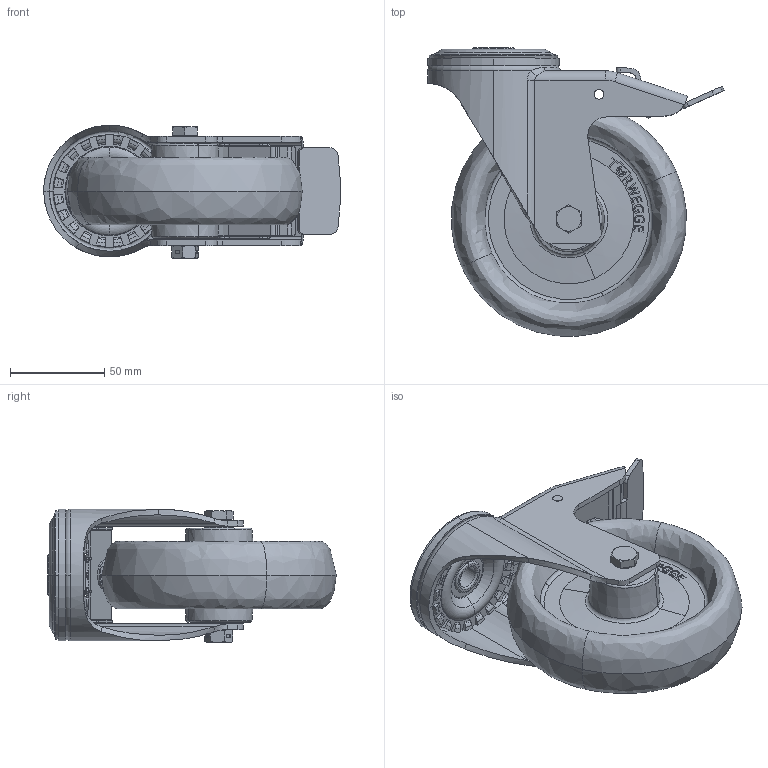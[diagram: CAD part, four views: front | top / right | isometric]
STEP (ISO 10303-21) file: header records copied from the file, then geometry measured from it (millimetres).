
FILE_DESCRIPTION (( 'STEP AP214' ), '1' );
FILE_NAME ('0056045.step', '2023-07-28T12:52:00', ( '' ), ( '' ), 'SwSTEP 2.0', 'SolidWorks 2020', '' );
FILE_SCHEMA (( 'AUTOMOTIVE_DESIGN' ));
Length unit declared in the file: millimetre
Products named in the file (1): 0056045
Bounding box: 157.58 x 153.35 x 71 mm (x, y, z)
Surface area: 111262.6 mm2 (no closed solid volume)
Topology: 0 solids, 21 shells, 682 faces, 1944 edges, 1282 vertices
Faces by surface type: plane 270, cylinder 141, cone 100, torus 98, bspline 59, sphere 14
Entity records: 34015 total; most frequent: CARTESIAN_POINT 9428, ORIENTED_EDGE 3449, DIRECTION 3359, EDGE_CURVE 1944, VERTEX_POINT 1282, AXIS2_PLACEMENT_3D 1256, VECTOR 847, LINE 847
